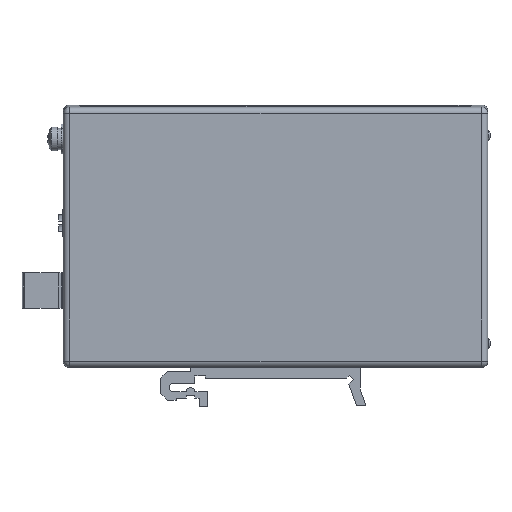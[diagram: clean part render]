
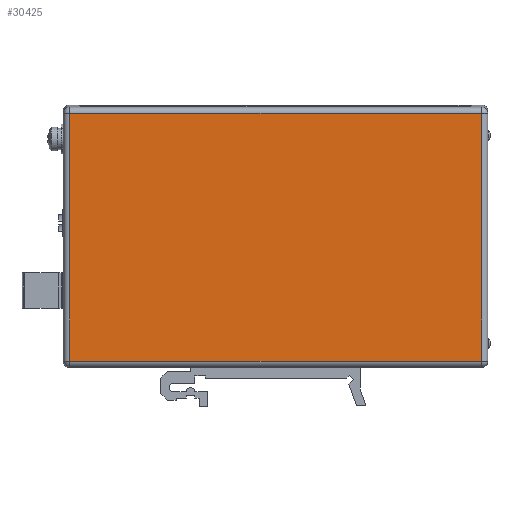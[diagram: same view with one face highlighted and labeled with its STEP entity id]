
A CAD part, front view. The second image highlights one B-rep face of the part: STEP entity #30425.
In plain terms, the highlighted planar face has unit normal (0, -1, 0).
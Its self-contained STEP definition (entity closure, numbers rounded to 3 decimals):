
#23765=DIRECTION('',(0.,0.,-1.));
#23766=VECTOR('',#23765,58.315);
#23767=CARTESIAN_POINT('',(-48.5,0.,29.015));
#23768=LINE('',#23767,#23766);
#23769=DIRECTION('',(-1.,0.,0.));
#23770=VECTOR('',#23769,97.);
#23771=CARTESIAN_POINT('',(48.5,0.,29.015));
#23772=LINE('',#23771,#23770);
#23773=DIRECTION('',(0.,0.,1.));
#23774=VECTOR('',#23773,58.315);
#23775=CARTESIAN_POINT('',(48.5,0.,-29.3));
#23776=LINE('',#23775,#23774);
#23781=DIRECTION('',(1.,0.,0.));
#23782=VECTOR('',#23781,97.);
#23783=CARTESIAN_POINT('',(-48.5,0.,-29.3));
#23784=LINE('',#23783,#23782);
#29094=CARTESIAN_POINT('',(-48.5,0.,29.015));
#29095=CARTESIAN_POINT('',(-48.5,0.,-29.3));
#29096=VERTEX_POINT('',#29094);
#29097=VERTEX_POINT('',#29095);
#29098=CARTESIAN_POINT('',(48.5,0.,-29.3));
#29099=CARTESIAN_POINT('',(48.5,0.,29.015));
#29100=VERTEX_POINT('',#29098);
#29101=VERTEX_POINT('',#29099);
#30410=CARTESIAN_POINT('',(0.,0.,0.));
#30411=DIRECTION('',(0.,1.,0.));
#30412=DIRECTION('',(0.,0.,-1.));
#30413=AXIS2_PLACEMENT_3D('',#30410,#30411,#30412);
#30414=PLANE('',#30413);
#30416=ORIENTED_EDGE('',*,*,#30415,.F.);
#30418=ORIENTED_EDGE('',*,*,#30417,.F.);
#30420=ORIENTED_EDGE('',*,*,#30419,.F.);
#30422=ORIENTED_EDGE('',*,*,#30421,.F.);
#30423=EDGE_LOOP('',(#30416,#30418,#30420,#30422));
#30424=FACE_OUTER_BOUND('',#30423,.F.);
#30425=ADVANCED_FACE('',(#30424),#30414,.F.);
#30415=EDGE_CURVE('',#29097,#29100,#23784,.T.);
#30417=EDGE_CURVE('',#29096,#29097,#23768,.T.);
#30419=EDGE_CURVE('',#29101,#29096,#23772,.T.);
#30421=EDGE_CURVE('',#29100,#29101,#23776,.T.);
